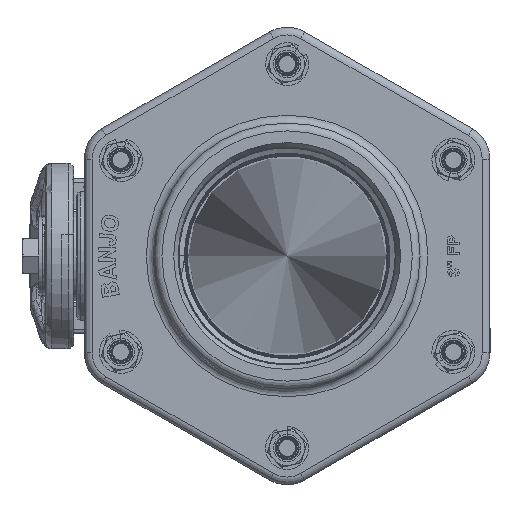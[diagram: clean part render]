
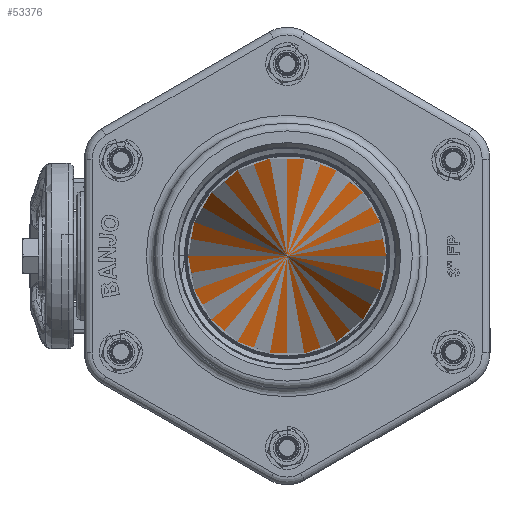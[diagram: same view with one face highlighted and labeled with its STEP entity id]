
A CAD part, left-side view. The second image highlights one B-rep face of the part: STEP entity #53376.
In plain terms, the highlighted conical face has half-angle 1.78 degrees and reference radius 43.904 mm.
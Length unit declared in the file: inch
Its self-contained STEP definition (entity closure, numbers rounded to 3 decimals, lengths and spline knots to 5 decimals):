
#379=CONICAL_SURFACE('',#56293,1.72849,0.031);
#3210=B_SPLINE_CURVE_WITH_KNOTS('',3,(#89037,#89038,#89039,#89040,#89041,
#89042,#89043,#89044,#89045,#89046,#89047,#89048,#89049,#89050,#89051,#89052,
#89053),.UNSPECIFIED.,.F.,.F.,(4,1,1,1,1,1,1,1,1,1,1,1,1,1,4),(34.55752,
34.60494,35.0993,35.59365,36.08801,36.58236,
37.07672,37.57108,38.06543,38.55979,39.05415,
39.5485,40.04286,40.53721,40.8407),
 .UNSPECIFIED.);
#6394=FACE_OUTER_BOUND('',#9585,.T.);
#9585=EDGE_LOOP('',(#44357,#44358,#44359));
#14308=LINE('',#89035,#19528);
#14309=LINE('',#89054,#19529);
#19528=VECTOR('',#64242,1.72849);
#19529=VECTOR('',#64243,1.72849);
#24557=VERTEX_POINT('',#89033);
#24558=VERTEX_POINT('',#89034);
#24559=VERTEX_POINT('',#89036);
#31432=EDGE_CURVE('',#24557,#24558,#14308,.T.);
#31433=EDGE_CURVE('',#24557,#24559,#3210,.T.);
#31434=EDGE_CURVE('',#24559,#24558,#14309,.T.);
#44357=ORIENTED_EDGE('',*,*,#31432,.F.);
#44358=ORIENTED_EDGE('',*,*,#31433,.T.);
#44359=ORIENTED_EDGE('',*,*,#31434,.T.);
#53376=ADVANCED_FACE('',(#6394),#379,.F.);
#56293=AXIS2_PLACEMENT_3D('',#89032,#64240,#64241);
#64240=DIRECTION('center_axis',(0.,0.,1.));
#64241=DIRECTION('ref_axis',(0.,1.,0.));
#64242=DIRECTION('',(0.,0.031,-1.));
#64243=DIRECTION('',(0.,-0.031,1.));
#89032=CARTESIAN_POINT('Origin',(0.,0.,0.69375));
#89033=CARTESIAN_POINT('',(0.,-1.72301,0.5175));
#89034=CARTESIAN_POINT('',(0.,-1.71941,0.40151));
#89035=CARTESIAN_POINT('',(0.,-1.72849,0.69375));
#89036=CARTESIAN_POINT('',(0.,-1.71913,0.3925));
#89037=CARTESIAN_POINT('Ctrl Pts',(-0.00003,-1.72312,
0.5175));
#89038=CARTESIAN_POINT('Ctrl Pts',(-0.02726,-1.72313,
0.51719));
#89039=CARTESIAN_POINT('Ctrl Pts',(-0.33834,-1.7158,
0.51359));
#89040=CARTESIAN_POINT('Ctrl Pts',(-0.92536,-1.53743,
0.50672));
#89041=CARTESIAN_POINT('Ctrl Pts',(-1.54376,-0.91415,
0.49689));
#89042=CARTESIAN_POINT('Ctrl Pts',(-1.79234,-0.07223,
0.48705));
#89043=CARTESIAN_POINT('Ctrl Pts',(-1.61174,0.78668,
0.47722));
#89044=CARTESIAN_POINT('Ctrl Pts',(-1.04533,1.45695,0.46738));
#89045=CARTESIAN_POINT('Ctrl Pts',(-0.22887,1.77817,
0.45755));
#89046=CARTESIAN_POINT('Ctrl Pts',(0.6421,1.67357,0.44771));
#89047=CARTESIAN_POINT('Ctrl Pts',(1.35904,1.16834,0.43788));
#89048=CARTESIAN_POINT('Ctrl Pts',(1.75035,0.38358,0.42804));
#89049=CARTESIAN_POINT('Ctrl Pts',(1.72248,-0.49274,
0.41821));
#89050=CARTESIAN_POINT('Ctrl Pts',(1.28224,-1.25078,0.40837));
#89051=CARTESIAN_POINT('Ctrl Pts',(0.63132,-1.65012,
0.3998));
#89052=CARTESIAN_POINT('Ctrl Pts',(0.17392,-1.71898,
0.39451));
#89053=CARTESIAN_POINT('Ctrl Pts',(-0.00003,-1.71902,
0.3925));
#89054=CARTESIAN_POINT('',(0.,-1.72849,0.69375));
